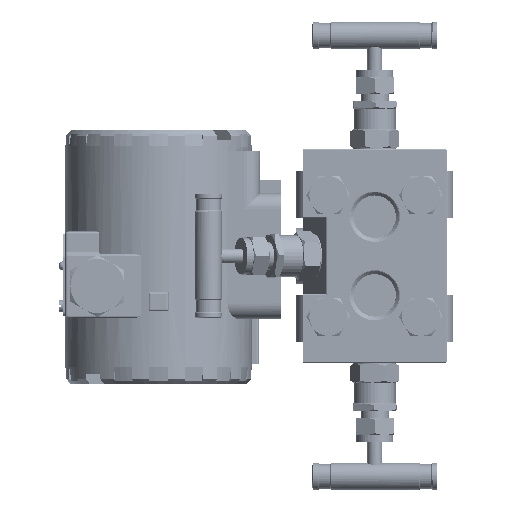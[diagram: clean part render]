
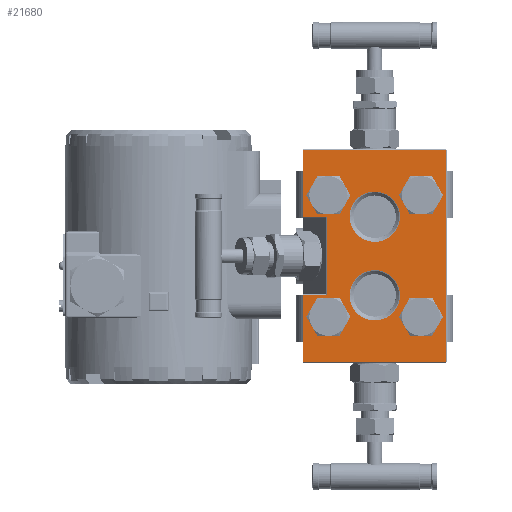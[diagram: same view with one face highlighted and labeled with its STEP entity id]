
A CAD part, left-side view. The second image highlights one B-rep face of the part: STEP entity #21680.
In plain terms, the highlighted face is planar.
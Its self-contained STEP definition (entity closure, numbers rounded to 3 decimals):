
#2956=LINE('',#41720,#4393);
#2957=LINE('',#41722,#4394);
#2958=LINE('',#41724,#4395);
#2959=LINE('',#41726,#4396);
#2960=LINE('',#41728,#4397);
#2961=LINE('',#41730,#4398);
#2962=LINE('',#41732,#4399);
#2963=LINE('',#41733,#4400);
#4393=VECTOR('',#28206,10.);
#4394=VECTOR('',#28207,10.);
#4395=VECTOR('',#28208,10.);
#4396=VECTOR('',#28209,10.);
#4397=VECTOR('',#28210,10.);
#4398=VECTOR('',#28211,10.);
#4399=VECTOR('',#28212,10.);
#4400=VECTOR('',#28213,10.);
#4976=FACE_BOUND('',#7914,.T.);
#4977=FACE_BOUND('',#7915,.T.);
#4978=FACE_BOUND('',#7916,.T.);
#4979=FACE_BOUND('',#7917,.T.);
#4980=FACE_BOUND('',#7918,.T.);
#4981=FACE_BOUND('',#7919,.T.);
#5419=PLANE('',#23605);
#6520=FACE_OUTER_BOUND('',#7913,.T.);
#7913=EDGE_LOOP('',(#19177,#19178,#19179,#19180,#19181,#19182,#19183,#19184));
#7914=EDGE_LOOP('',(#19185));
#7915=EDGE_LOOP('',(#19186));
#7916=EDGE_LOOP('',(#19187));
#7917=EDGE_LOOP('',(#19188));
#7918=EDGE_LOOP('',(#19189));
#7919=EDGE_LOOP('',(#19190));
#8829=CIRCLE('',#23604,11.2);
#8830=CIRCLE('',#23606,6.2);
#8831=CIRCLE('',#23607,6.2);
#8832=CIRCLE('',#23608,11.2);
#8833=CIRCLE('',#23609,6.2);
#8834=CIRCLE('',#23610,6.2);
#10565=VERTEX_POINT('',#41714);
#10566=VERTEX_POINT('',#41718);
#10567=VERTEX_POINT('',#41719);
#10568=VERTEX_POINT('',#41721);
#10569=VERTEX_POINT('',#41723);
#10570=VERTEX_POINT('',#41725);
#10571=VERTEX_POINT('',#41727);
#10572=VERTEX_POINT('',#41729);
#10573=VERTEX_POINT('',#41731);
#10574=VERTEX_POINT('',#41734);
#10575=VERTEX_POINT('',#41736);
#10576=VERTEX_POINT('',#41738);
#10577=VERTEX_POINT('',#41740);
#10578=VERTEX_POINT('',#41742);
#13527=EDGE_CURVE('',#10565,#10565,#8829,.T.);
#13528=EDGE_CURVE('',#10566,#10567,#2956,.T.);
#13529=EDGE_CURVE('',#10568,#10566,#2957,.T.);
#13530=EDGE_CURVE('',#10569,#10568,#2958,.T.);
#13531=EDGE_CURVE('',#10570,#10569,#2959,.T.);
#13532=EDGE_CURVE('',#10571,#10570,#2960,.T.);
#13533=EDGE_CURVE('',#10572,#10571,#2961,.T.);
#13534=EDGE_CURVE('',#10573,#10572,#2962,.T.);
#13535=EDGE_CURVE('',#10567,#10573,#2963,.T.);
#13536=EDGE_CURVE('',#10574,#10574,#8830,.T.);
#13537=EDGE_CURVE('',#10575,#10575,#8831,.T.);
#13538=EDGE_CURVE('',#10576,#10576,#8832,.T.);
#13539=EDGE_CURVE('',#10577,#10577,#8833,.T.);
#13540=EDGE_CURVE('',#10578,#10578,#8834,.T.);
#19177=ORIENTED_EDGE('',*,*,#13528,.F.);
#19178=ORIENTED_EDGE('',*,*,#13529,.F.);
#19179=ORIENTED_EDGE('',*,*,#13530,.F.);
#19180=ORIENTED_EDGE('',*,*,#13531,.F.);
#19181=ORIENTED_EDGE('',*,*,#13532,.F.);
#19182=ORIENTED_EDGE('',*,*,#13533,.F.);
#19183=ORIENTED_EDGE('',*,*,#13534,.F.);
#19184=ORIENTED_EDGE('',*,*,#13535,.F.);
#19185=ORIENTED_EDGE('',*,*,#13536,.F.);
#19186=ORIENTED_EDGE('',*,*,#13537,.F.);
#19187=ORIENTED_EDGE('',*,*,#13538,.F.);
#19188=ORIENTED_EDGE('',*,*,#13539,.F.);
#19189=ORIENTED_EDGE('',*,*,#13540,.F.);
#19190=ORIENTED_EDGE('',*,*,#13527,.F.);
#21680=ADVANCED_FACE('',(#6520,#4976,#4977,#4978,#4979,#4980,#4981),#5419,
 .T.);
#23604=AXIS2_PLACEMENT_3D('',#41716,#28202,#28203);
#23605=AXIS2_PLACEMENT_3D('',#41717,#28204,#28205);
#23606=AXIS2_PLACEMENT_3D('',#41735,#28214,#28215);
#23607=AXIS2_PLACEMENT_3D('',#41737,#28216,#28217);
#23608=AXIS2_PLACEMENT_3D('',#41739,#28218,#28219);
#23609=AXIS2_PLACEMENT_3D('',#41741,#28220,#28221);
#23610=AXIS2_PLACEMENT_3D('',#41743,#28222,#28223);
#28202=DIRECTION('center_axis',(0.,1.,0.));
#28203=DIRECTION('ref_axis',(-1.,0.,0.));
#28204=DIRECTION('center_axis',(0.,1.,0.));
#28205=DIRECTION('ref_axis',(1.,0.,0.));
#28206=DIRECTION('',(0.,0.,-1.));
#28207=DIRECTION('',(1.,0.,0.));
#28208=DIRECTION('',(0.,0.,1.));
#28209=DIRECTION('',(1.,0.,0.));
#28210=DIRECTION('',(0.,0.,-1.));
#28211=DIRECTION('',(-1.,0.,0.));
#28212=DIRECTION('',(0.,0.,1.));
#28213=DIRECTION('',(1.,0.,0.));
#28214=DIRECTION('center_axis',(0.,1.,0.));
#28215=DIRECTION('ref_axis',(1.,0.,0.));
#28216=DIRECTION('center_axis',(0.,1.,0.));
#28217=DIRECTION('ref_axis',(1.,0.,0.));
#28218=DIRECTION('center_axis',(0.,1.,0.));
#28219=DIRECTION('ref_axis',(-1.,0.,0.));
#28220=DIRECTION('center_axis',(0.,1.,0.));
#28221=DIRECTION('ref_axis',(1.,0.,0.));
#28222=DIRECTION('center_axis',(0.,1.,0.));
#28223=DIRECTION('ref_axis',(1.,0.,0.));
#41714=CARTESIAN_POINT('',(29.2,32.,0.));
#41716=CARTESIAN_POINT('Origin',(18.,32.,0.));
#41717=CARTESIAN_POINT('Origin',(0.5,32.,0.));
#41718=CARTESIAN_POINT('',(17.7,32.,-21.436));
#41719=CARTESIAN_POINT('',(17.7,32.,-31.8));
#41720=CARTESIAN_POINT('',(17.7,32.,-13.409));
#41721=CARTESIAN_POINT('',(-16.7,32.,-21.436));
#41722=CARTESIAN_POINT('',(0.5,32.,-21.436));
#41723=CARTESIAN_POINT('',(-16.7,32.,-31.8));
#41724=CARTESIAN_POINT('',(-16.7,32.,-13.409));
#41725=CARTESIAN_POINT('',(-46.8,32.,-31.8));
#41726=CARTESIAN_POINT('',(24.25,32.,-31.8));
#41727=CARTESIAN_POINT('',(-46.8,32.,31.8));
#41728=CARTESIAN_POINT('',(-46.8,32.,-16.));
#41729=CARTESIAN_POINT('',(47.8,32.,31.8));
#41730=CARTESIAN_POINT('',(-23.25,32.,31.8));
#41731=CARTESIAN_POINT('',(47.8,32.,-31.8));
#41732=CARTESIAN_POINT('',(47.8,32.,16.));
#41733=CARTESIAN_POINT('',(24.25,32.,-31.8));
#41734=CARTESIAN_POINT('',(-32.7,32.,20.6));
#41735=CARTESIAN_POINT('Origin',(-26.5,32.,20.6));
#41736=CARTESIAN_POINT('',(-32.7,32.,-20.6));
#41737=CARTESIAN_POINT('Origin',(-26.5,32.,-20.6));
#41738=CARTESIAN_POINT('',(-5.8,32.,0.));
#41739=CARTESIAN_POINT('Origin',(-17.,32.,0.));
#41740=CARTESIAN_POINT('',(21.3,32.,-20.6));
#41741=CARTESIAN_POINT('Origin',(27.5,32.,-20.6));
#41742=CARTESIAN_POINT('',(21.3,32.,20.6));
#41743=CARTESIAN_POINT('Origin',(27.5,32.,20.6));
